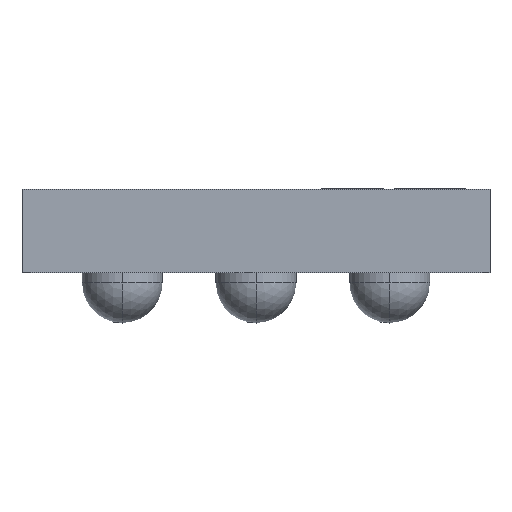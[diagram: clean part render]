
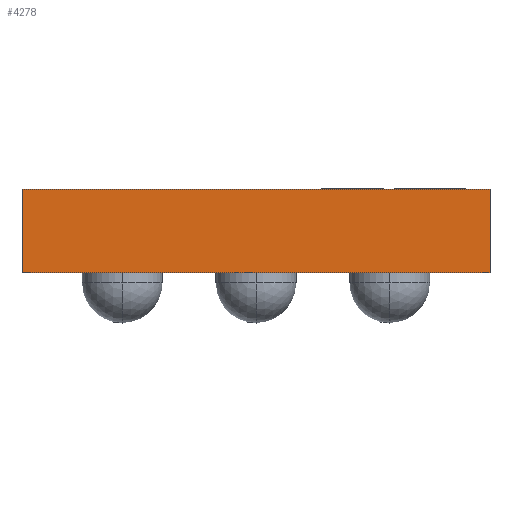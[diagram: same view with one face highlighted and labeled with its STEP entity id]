
A CAD part, front view. The second image highlights one B-rep face of the part: STEP entity #4278.
In plain terms, the highlighted planar face has unit normal (0, -1, 0).
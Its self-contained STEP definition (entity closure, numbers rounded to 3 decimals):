
#337 = VECTOR ( 'NONE', #8968, 1000. ) ;
#506 = VERTEX_POINT ( 'NONE', #4242 ) ;
#728 = DIRECTION ( 'NONE',  ( 1., 0., 0. ) ) ;
#757 = VECTOR ( 'NONE', #728, 1000. ) ;
#1620 = ORIENTED_EDGE ( 'NONE', *, *, #7141, .T. ) ;
#2258 = CARTESIAN_POINT ( 'NONE',  ( -0.7, -0.8, 0. ) ) ;
#2548 = VERTEX_POINT ( 'NONE', #11902 ) ;
#3239 = LINE ( 'NONE', #6522, #4174 ) ;
#4089 = ORIENTED_EDGE ( 'NONE', *, *, #11949, .F. ) ;
#4174 = VECTOR ( 'NONE', #11477, 1000. ) ;
#4242 = CARTESIAN_POINT ( 'NONE',  ( -0.7, -0.8, 0.25 ) ) ;
#4278 = ADVANCED_FACE ( 'NONE', ( #7048 ), #6042, .F. ) ;
#4761 = DIRECTION ( 'NONE',  ( -1., 0., 0. ) ) ;
#5270 = ORIENTED_EDGE ( 'NONE', *, *, #6339, .T. ) ;
#5326 = EDGE_LOOP ( 'NONE', ( #5270, #4089, #7324, #1620 ) ) ;
#5561 = VECTOR ( 'NONE', #7561, 1000. ) ;
#6042 = PLANE ( 'NONE',  #8216 ) ;
#6048 = LINE ( 'NONE', #12307, #757 ) ;
#6339 = EDGE_CURVE ( 'NONE', #11660, #11138, #6048, .T. ) ;
#6406 = CARTESIAN_POINT ( 'NONE',  ( -0.7, -0.8, 0.25 ) ) ;
#6522 = CARTESIAN_POINT ( 'NONE',  ( 0.7, -0.8, 0.25 ) ) ;
#6932 = LINE ( 'NONE', #12880, #337 ) ;
#7048 = FACE_OUTER_BOUND ( 'NONE', #5326, .T. ) ;
#7141 = EDGE_CURVE ( 'NONE', #506, #11660, #10498, .T. ) ;
#7185 = CARTESIAN_POINT ( 'NONE',  ( 0.7, -0.8, 0. ) ) ;
#7324 = ORIENTED_EDGE ( 'NONE', *, *, #8203, .F. ) ;
#7561 = DIRECTION ( 'NONE',  ( 0., 0., -1. ) ) ;
#8203 = EDGE_CURVE ( 'NONE', #506, #2548, #6932, .T. ) ;
#8216 = AXIS2_PLACEMENT_3D ( 'NONE', #13069, #12866, #4761 ) ;
#8968 = DIRECTION ( 'NONE',  ( 1., 0., 0. ) ) ;
#10498 = LINE ( 'NONE', #6406, #5561 ) ;
#11138 = VERTEX_POINT ( 'NONE', #7185 ) ;
#11477 = DIRECTION ( 'NONE',  ( 0., 0., -1. ) ) ;
#11660 = VERTEX_POINT ( 'NONE', #2258 ) ;
#11902 = CARTESIAN_POINT ( 'NONE',  ( 0.7, -0.8, 0.25 ) ) ;
#11949 = EDGE_CURVE ( 'NONE', #2548, #11138, #3239, .T. ) ;
#12307 = CARTESIAN_POINT ( 'NONE',  ( 0.7, -0.8, 0. ) ) ;
#12866 = DIRECTION ( 'NONE',  ( 0., 1., 0. ) ) ;
#12880 = CARTESIAN_POINT ( 'NONE',  ( 0.7, -0.8, 0.25 ) ) ;
#13069 = CARTESIAN_POINT ( 'NONE',  ( 0.7, -0.8, 0.25 ) ) ;
